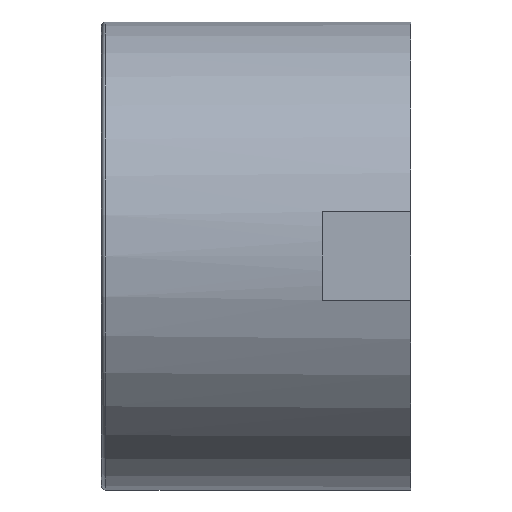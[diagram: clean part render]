
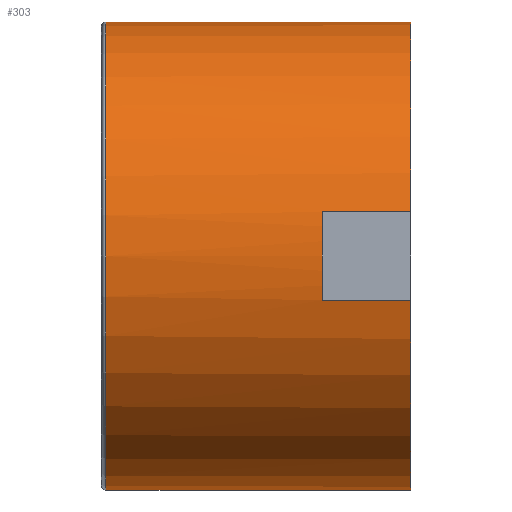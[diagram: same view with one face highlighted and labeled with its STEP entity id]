
A CAD part, left-side view. The second image highlights one B-rep face of the part: STEP entity #303.
In plain terms, the highlighted cylindrical face has radius 5.3 mm (diameter 10.6 mm), a full revolution.
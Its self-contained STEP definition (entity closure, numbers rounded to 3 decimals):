
#33=CYLINDRICAL_SURFACE('',#352,5.3);
#40=FACE_OUTER_BOUND('',#60,.T.);
#60=EDGE_LOOP('',(#237,#238,#239,#240,#241,#242,#243,#244,#245,#246,#247,
#248,#249));
#85=LINE('',#513,#110);
#86=LINE('',#516,#111);
#87=LINE('',#518,#112);
#88=LINE('',#521,#113);
#89=LINE('',#523,#114);
#110=VECTOR('',#414,5.3);
#111=VECTOR('',#417,10.);
#112=VECTOR('',#418,10.);
#113=VECTOR('',#421,10.);
#114=VECTOR('',#422,10.);
#130=CIRCLE('',#344,5.3);
#131=CIRCLE('',#345,5.3);
#134=CIRCLE('',#349,5.3);
#135=CIRCLE('',#350,5.3);
#137=CIRCLE('',#353,5.3);
#138=CIRCLE('',#354,5.3);
#139=CIRCLE('',#355,5.3);
#147=VERTEX_POINT('',#485);
#148=VERTEX_POINT('',#486);
#151=VERTEX_POINT('',#492);
#152=VERTEX_POINT('',#494);
#157=VERTEX_POINT('',#505);
#158=VERTEX_POINT('',#507);
#159=VERTEX_POINT('',#512);
#160=VERTEX_POINT('',#514);
#161=VERTEX_POINT('',#517);
#162=VERTEX_POINT('',#519);
#163=VERTEX_POINT('',#522);
#177=EDGE_CURVE('',#147,#148,#130,.T.);
#181=EDGE_CURVE('',#151,#152,#131,.T.);
#187=EDGE_CURVE('',#157,#158,#134,.T.);
#188=EDGE_CURVE('',#158,#157,#135,.T.);
#190=EDGE_CURVE('',#158,#159,#85,.T.);
#191=EDGE_CURVE('',#159,#160,#137,.T.);
#192=EDGE_CURVE('',#160,#152,#86,.T.);
#193=EDGE_CURVE('',#151,#161,#87,.T.);
#194=EDGE_CURVE('',#161,#162,#138,.T.);
#195=EDGE_CURVE('',#162,#148,#88,.T.);
#196=EDGE_CURVE('',#147,#163,#89,.T.);
#197=EDGE_CURVE('',#163,#159,#139,.T.);
#237=ORIENTED_EDGE('',*,*,#188,.F.);
#238=ORIENTED_EDGE('',*,*,#190,.T.);
#239=ORIENTED_EDGE('',*,*,#191,.T.);
#240=ORIENTED_EDGE('',*,*,#192,.T.);
#241=ORIENTED_EDGE('',*,*,#181,.F.);
#242=ORIENTED_EDGE('',*,*,#193,.T.);
#243=ORIENTED_EDGE('',*,*,#194,.T.);
#244=ORIENTED_EDGE('',*,*,#195,.T.);
#245=ORIENTED_EDGE('',*,*,#177,.F.);
#246=ORIENTED_EDGE('',*,*,#196,.T.);
#247=ORIENTED_EDGE('',*,*,#197,.T.);
#248=ORIENTED_EDGE('',*,*,#190,.F.);
#249=ORIENTED_EDGE('',*,*,#187,.F.);
#303=ADVANCED_FACE('',(#40),#33,.T.);
#344=AXIS2_PLACEMENT_3D('',#487,#390,#391);
#345=AXIS2_PLACEMENT_3D('',#495,#395,#396);
#349=AXIS2_PLACEMENT_3D('',#508,#406,#407);
#350=AXIS2_PLACEMENT_3D('',#509,#408,#409);
#352=AXIS2_PLACEMENT_3D('',#511,#412,#413);
#353=AXIS2_PLACEMENT_3D('',#515,#415,#416);
#354=AXIS2_PLACEMENT_3D('',#520,#419,#420);
#355=AXIS2_PLACEMENT_3D('',#524,#423,#424);
#390=DIRECTION('center_axis',(0.,-1.,0.));
#391=DIRECTION('ref_axis',(1.,0.,0.));
#395=DIRECTION('center_axis',(0.,-1.,0.));
#396=DIRECTION('ref_axis',(1.,0.,0.));
#406=DIRECTION('center_axis',(0.,1.,0.));
#407=DIRECTION('ref_axis',(1.,0.,0.));
#408=DIRECTION('center_axis',(0.,1.,0.));
#409=DIRECTION('ref_axis',(1.,0.,0.));
#412=DIRECTION('center_axis',(0.,1.,0.));
#413=DIRECTION('ref_axis',(1.,0.,0.));
#414=DIRECTION('',(0.,-1.,0.));
#415=DIRECTION('center_axis',(0.,1.,0.));
#416=DIRECTION('ref_axis',(1.,0.,0.));
#417=DIRECTION('',(0.,-1.,0.));
#418=DIRECTION('',(0.,1.,0.));
#419=DIRECTION('center_axis',(0.,1.,0.));
#420=DIRECTION('ref_axis',(1.,0.,0.));
#421=DIRECTION('',(0.,-1.,0.));
#422=DIRECTION('',(0.,1.,0.));
#423=DIRECTION('center_axis',(0.,1.,0.));
#424=DIRECTION('ref_axis',(1.,0.,0.));
#485=CARTESIAN_POINT('',(-5.205,0.,-1.));
#486=CARTESIAN_POINT('',(5.205,0.,-1.));
#487=CARTESIAN_POINT('Origin',(0.,0.,0.));
#492=CARTESIAN_POINT('',(5.205,0.,1.));
#494=CARTESIAN_POINT('',(-5.205,0.,1.));
#495=CARTESIAN_POINT('Origin',(0.,0.,0.));
#505=CARTESIAN_POINT('',(0.,6.9,-5.3));
#507=CARTESIAN_POINT('',(-5.3,6.9,0.));
#508=CARTESIAN_POINT('Origin',(0.,6.9,0.));
#509=CARTESIAN_POINT('Origin',(0.,6.9,0.));
#511=CARTESIAN_POINT('Origin',(0.,0.,0.));
#512=CARTESIAN_POINT('',(-5.3,2.,0.));
#513=CARTESIAN_POINT('',(-5.3,0.,0.));
#514=CARTESIAN_POINT('',(-5.205,2.,1.));
#515=CARTESIAN_POINT('Origin',(0.,2.,0.));
#516=CARTESIAN_POINT('',(-5.205,0.,1.));
#517=CARTESIAN_POINT('',(5.205,2.,1.));
#518=CARTESIAN_POINT('',(5.205,0.,1.));
#519=CARTESIAN_POINT('',(5.205,2.,-1.));
#520=CARTESIAN_POINT('Origin',(0.,2.,0.));
#521=CARTESIAN_POINT('',(5.205,0.,-1.));
#522=CARTESIAN_POINT('',(-5.205,2.,-1.));
#523=CARTESIAN_POINT('',(-5.205,0.,-1.));
#524=CARTESIAN_POINT('Origin',(0.,2.,0.));
